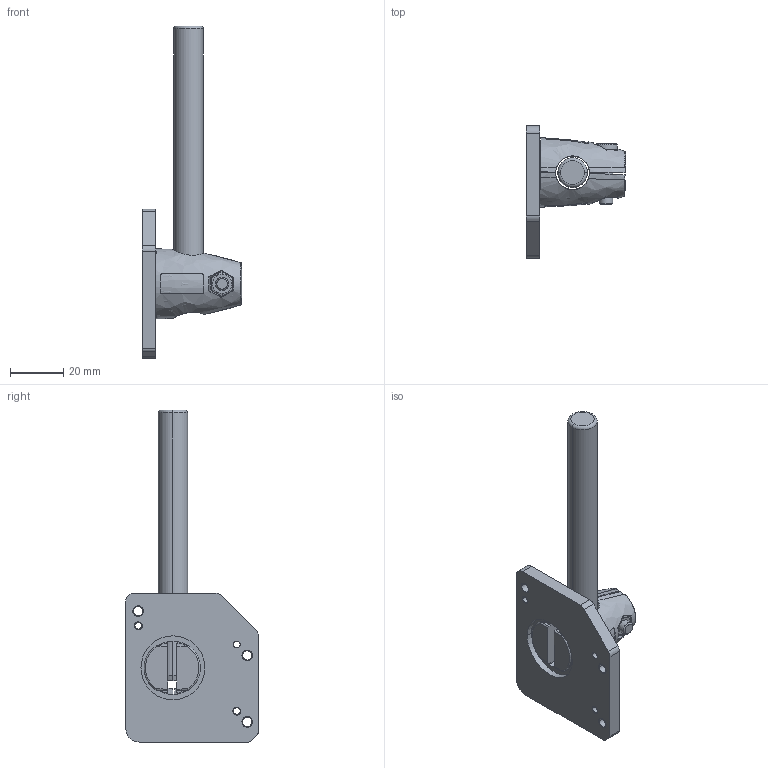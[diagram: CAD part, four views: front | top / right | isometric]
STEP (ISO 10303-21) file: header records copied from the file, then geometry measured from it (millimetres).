
FILE_DESCRIPTION((''),'2;1');
FILE_NAME('205097_ASM','2018-06-07T',('pdmadmin'),('BANNER ENGINEERING'),'CREO PARAMETRIC BY PTC INC, 2016260','CREO PARAMETRIC BY PTC INC, 2016260','');
FILE_SCHEMA(('CONFIG_CONTROL_DESIGN'));
Products named in the file (7): 7_16X4_1_2_DOWEL; 129461; M5_X_18_HEX_SHCS; 5_HEX_NUT; 205089; 804896---SMBQ5XFAM12_ASM; 205097_ASM
Assembly tree (7 placements, depth 3):
  205097_ASM
    804896---SMBQ5XFAM12_ASM
      7_16X4_1_2_DOWEL
      129461  x2
      M5_X_18_HEX_SHCS
      5_HEX_NUT
      205089
Bounding box: 37.37 x 49.67 x 124.63 mm (x, y, z)
Volume: 30517.5 mm3; surface area: 17697.4 mm2
Topology: 6 solids, 13 shells, 173 faces, 464 edges, 312 vertices
Faces by surface type: plane 79, cylinder 66, cone 10, bspline 10, torus 4, sphere 4
Entity records: 4864 total; most frequent: CARTESIAN_POINT 1493, DIRECTION 710, ORIENTED_EDGE 628, EDGE_CURVE 331, AXIS2_PLACEMENT_3D 280, VERTEX_POINT 220, EDGE_LOOP 151, VECTOR 150
